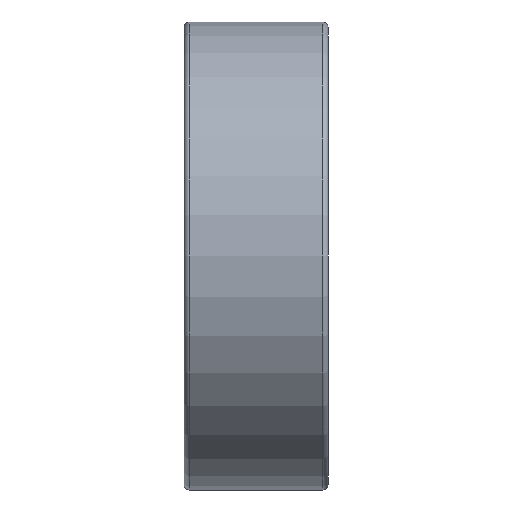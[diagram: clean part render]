
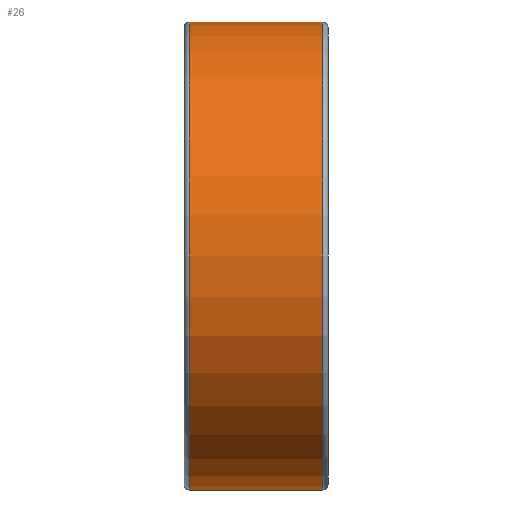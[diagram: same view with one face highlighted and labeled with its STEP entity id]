
A CAD part, front view. The second image highlights one B-rep face of the part: STEP entity #26.
In plain terms, the highlighted cylindrical face has radius 13 mm (diameter 26 mm), a partial arc.
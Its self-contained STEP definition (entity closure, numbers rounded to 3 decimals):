
#7 = DIRECTION ( 'NONE',  ( -1., 0., 0. ) ) ;
#8 = DIRECTION ( 'NONE',  ( -1., 0., 0. ) ) ;
#26 = ADVANCED_FACE ( 'NONE', ( #215 ), #292, .T. ) ;
#27 = CARTESIAN_POINT ( 'NONE',  ( 50., 0., 13. ) ) ;
#59 = EDGE_CURVE ( 'NONE', #456, #320, #354, .T. ) ;
#64 = CIRCLE ( 'NONE', #681, 13. ) ;
#115 = CARTESIAN_POINT ( 'NONE',  ( 0.3, 0., 0. ) ) ;
#166 = CARTESIAN_POINT ( 'NONE',  ( 0.3, 0., 13. ) ) ;
#178 = DIRECTION ( 'NONE',  ( 0., 0., 1. ) ) ;
#197 = ORIENTED_EDGE ( 'NONE', *, *, #59, .T. ) ;
#199 = CARTESIAN_POINT ( 'NONE',  ( 7.7, 0., 13. ) ) ;
#215 = FACE_OUTER_BOUND ( 'NONE', #606, .T. ) ;
#244 = VECTOR ( 'NONE', #251, 1000. ) ;
#246 = CARTESIAN_POINT ( 'NONE',  ( 50., 0., 0. ) ) ;
#251 = DIRECTION ( 'NONE',  ( -1., 0., 0. ) ) ;
#284 = CIRCLE ( 'NONE', #327, 13. ) ;
#292 = CYLINDRICAL_SURFACE ( 'NONE', #470, 13. ) ;
#320 = VERTEX_POINT ( 'NONE', #166 ) ;
#327 = AXIS2_PLACEMENT_3D ( 'NONE', #390, #8, #341 ) ;
#334 = DIRECTION ( 'NONE',  ( -1., 0., 0. ) ) ;
#341 = DIRECTION ( 'NONE',  ( 0., 0., 1. ) ) ;
#354 = LINE ( 'NONE', #27, #244 ) ;
#359 = CARTESIAN_POINT ( 'NONE',  ( 0.3, 0., -13. ) ) ;
#384 = DIRECTION ( 'NONE',  ( 0., 0., 1. ) ) ;
#390 = CARTESIAN_POINT ( 'NONE',  ( 7.7, 0., 0. ) ) ;
#401 = ORIENTED_EDGE ( 'NONE', *, *, #624, .F. ) ;
#439 = DIRECTION ( 'NONE',  ( -1., 0., 0. ) ) ;
#456 = VERTEX_POINT ( 'NONE', #199 ) ;
#458 = VERTEX_POINT ( 'NONE', #359 ) ;
#470 = AXIS2_PLACEMENT_3D ( 'NONE', #246, #7, #178 ) ;
#542 = LINE ( 'NONE', #551, #699 ) ;
#543 = ORIENTED_EDGE ( 'NONE', *, *, #600, .F. ) ;
#551 = CARTESIAN_POINT ( 'NONE',  ( 50., 0., -13. ) ) ;
#600 = EDGE_CURVE ( 'NONE', #458, #320, #64, .T. ) ;
#606 = EDGE_LOOP ( 'NONE', ( #401, #616, #197, #543 ) ) ;
#616 = ORIENTED_EDGE ( 'NONE', *, *, #716, .T. ) ;
#622 = CARTESIAN_POINT ( 'NONE',  ( 7.7, 0., -13. ) ) ;
#624 = EDGE_CURVE ( 'NONE', #707, #458, #542, .T. ) ;
#681 = AXIS2_PLACEMENT_3D ( 'NONE', #115, #439, #384 ) ;
#699 = VECTOR ( 'NONE', #334, 1000. ) ;
#707 = VERTEX_POINT ( 'NONE', #622 ) ;
#716 = EDGE_CURVE ( 'NONE', #707, #456, #284, .T. ) ;
